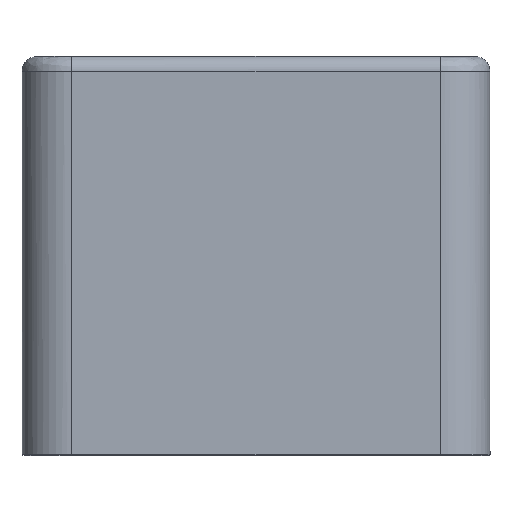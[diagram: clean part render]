
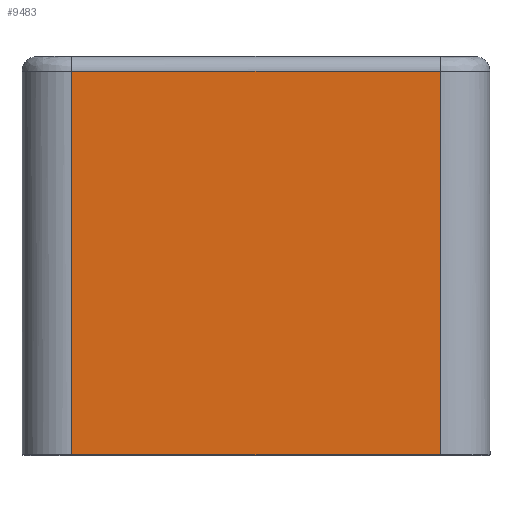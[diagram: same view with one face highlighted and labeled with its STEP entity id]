
A CAD part, top view. The second image highlights one B-rep face of the part: STEP entity #9483.
In plain terms, the highlighted free-form (B-spline) face has degree [1, 1] with [2, 2] control points.
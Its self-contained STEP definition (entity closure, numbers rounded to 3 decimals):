
#9483 = ADVANCED_FACE('',(#9484),#9514,.T.);
#9484 = FACE_BOUND('',#9485,.T.);
#9485 = EDGE_LOOP('',(#9486,#9495,#9502,#9509));
#9486 = ORIENTED_EDGE('',*,*,#9487,.T.);
#9487 = EDGE_CURVE('',#9488,#9490,#9492,.T.);
#9488 = VERTEX_POINT('',#9489);
#9489 = CARTESIAN_POINT('',(27.126,-33.765,
    85.975));
#9490 = VERTEX_POINT('',#9491);
#9491 = CARTESIAN_POINT('',(-79.111,-33.765,
    85.975));
#9492 = B_SPLINE_CURVE_WITH_KNOTS('',1,(#9493,#9494),.UNSPECIFIED.,.F.,
  .F.,(2,2),(0.,74.),.PIECEWISE_BEZIER_KNOTS.);
#9493 = CARTESIAN_POINT('',(27.126,-33.765,
    85.975));
#9494 = CARTESIAN_POINT('',(-79.111,-33.765,
    85.975));
#9495 = ORIENTED_EDGE('',*,*,#9496,.T.);
#9496 = EDGE_CURVE('',#9490,#9497,#9499,.T.);
#9497 = VERTEX_POINT('',#9498);
#9498 = CARTESIAN_POINT('',(-79.111,76.778,
    85.975));
#9499 = B_SPLINE_CURVE_WITH_KNOTS('',1,(#9500,#9501),.UNSPECIFIED.,.F.,
  .F.,(2,2),(0.,77.),.PIECEWISE_BEZIER_KNOTS.);
#9500 = CARTESIAN_POINT('',(-79.111,-33.765,
    85.975));
#9501 = CARTESIAN_POINT('',(-79.111,76.778,
    85.975));
#9502 = ORIENTED_EDGE('',*,*,#9503,.T.);
#9503 = EDGE_CURVE('',#9497,#9504,#9506,.T.);
#9504 = VERTEX_POINT('',#9505);
#9505 = CARTESIAN_POINT('',(27.126,76.778,
    85.975));
#9506 = B_SPLINE_CURVE_WITH_KNOTS('',1,(#9507,#9508),.UNSPECIFIED.,.F.,
  .F.,(2,2),(0.,74.),.PIECEWISE_BEZIER_KNOTS.);
#9507 = CARTESIAN_POINT('',(-79.111,76.778,
    85.975));
#9508 = CARTESIAN_POINT('',(27.126,76.778,
    85.975));
#9509 = ORIENTED_EDGE('',*,*,#9510,.T.);
#9510 = EDGE_CURVE('',#9504,#9488,#9511,.T.);
#9511 = B_SPLINE_CURVE_WITH_KNOTS('',1,(#9512,#9513),.UNSPECIFIED.,.F.,
  .F.,(2,2),(0.,77.),.PIECEWISE_BEZIER_KNOTS.);
#9512 = CARTESIAN_POINT('',(27.126,76.778,
    85.975));
#9513 = CARTESIAN_POINT('',(27.126,-33.765,
    85.975));
#9514 = B_SPLINE_SURFACE_WITH_KNOTS('',1,1,(
    (#9515,#9516)
    ,(#9517,#9518
    )),.UNSPECIFIED.,.F.,.F.,.F.,(2,2),(2,2),(0.,1.),(0.,1.),
  .PIECEWISE_BEZIER_KNOTS.);
#9515 = CARTESIAN_POINT('',(27.126,-33.765,
    85.975));
#9516 = CARTESIAN_POINT('',(27.126,76.778,
    85.975));
#9517 = CARTESIAN_POINT('',(-79.111,-33.765,
    85.975));
#9518 = CARTESIAN_POINT('',(-79.111,76.778,
    85.975));
